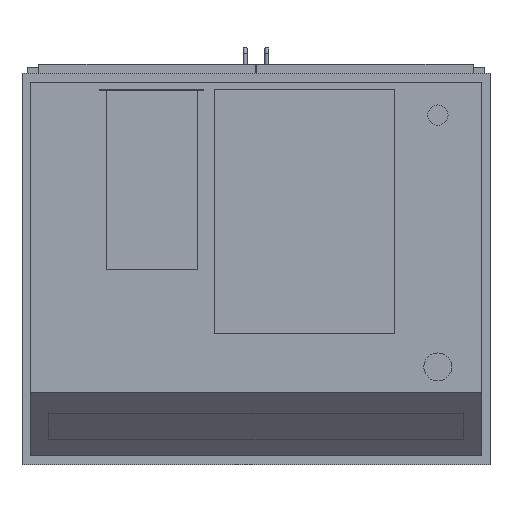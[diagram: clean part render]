
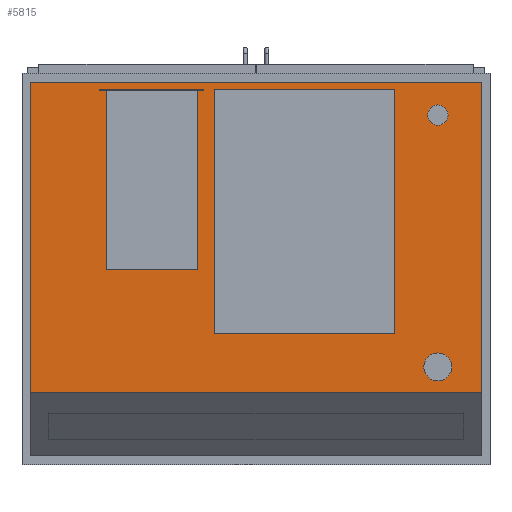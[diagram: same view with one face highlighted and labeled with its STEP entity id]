
A CAD part, front view. The second image highlights one B-rep face of the part: STEP entity #5815.
In plain terms, the highlighted planar face has unit normal (0, -1, 0).
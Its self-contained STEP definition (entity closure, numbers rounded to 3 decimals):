
#320=FACE_OUTER_BOUND('',#678,.T.);
#678=EDGE_LOOP('',(#3876,#3877,#3878,#3879));
#1051=LINE('',#8469,#1746);
#1058=LINE('',#8483,#1753);
#1059=LINE('',#8486,#1754);
#1060=LINE('',#8487,#1755);
#1746=VECTOR('',#6759,10.);
#1753=VECTOR('',#6772,10.);
#1754=VECTOR('',#6775,10.);
#1755=VECTOR('',#6776,10.);
#2432=VERTEX_POINT('',#8460);
#2436=VERTEX_POINT('',#8467);
#2440=VERTEX_POINT('',#8481);
#2441=VERTEX_POINT('',#8485);
#3007=EDGE_CURVE('',#2436,#2432,#1051,.T.);
#3014=EDGE_CURVE('',#2436,#2440,#1058,.T.);
#3015=EDGE_CURVE('',#2441,#2440,#1059,.T.);
#3016=EDGE_CURVE('',#2432,#2441,#1060,.T.);
#3876=ORIENTED_EDGE('',*,*,#3014,.T.);
#3877=ORIENTED_EDGE('',*,*,#3015,.F.);
#3878=ORIENTED_EDGE('',*,*,#3016,.F.);
#3879=ORIENTED_EDGE('',*,*,#3007,.F.);
#5521=PLANE('',#6231);
#5815=ADVANCED_FACE('',(#320),#5521,.T.);
#6231=AXIS2_PLACEMENT_3D('',#8484,#6773,#6774);
#6759=DIRECTION('',(0.,0.,1.));
#6772=DIRECTION('',(1.,0.,0.));
#6773=DIRECTION('center_axis',(0.,-1.,0.));
#6774=DIRECTION('ref_axis',(0.,0.,-1.));
#6775=DIRECTION('',(0.,0.,-1.));
#6776=DIRECTION('',(1.,0.,0.));
#8460=CARTESIAN_POINT('',(-442.5,-97.5,367.5));
#8467=CARTESIAN_POINT('',(-442.5,-97.5,-242.5));
#8469=CARTESIAN_POINT('',(-442.5,-97.5,367.5));
#8481=CARTESIAN_POINT('',(442.5,-97.5,-242.5));
#8483=CARTESIAN_POINT('',(0.,-97.5,-242.5));
#8484=CARTESIAN_POINT('Origin',(0.,-97.5,367.5));
#8485=CARTESIAN_POINT('',(442.5,-97.5,367.5));
#8486=CARTESIAN_POINT('',(442.5,-97.5,367.5));
#8487=CARTESIAN_POINT('',(0.,-97.5,367.5));
